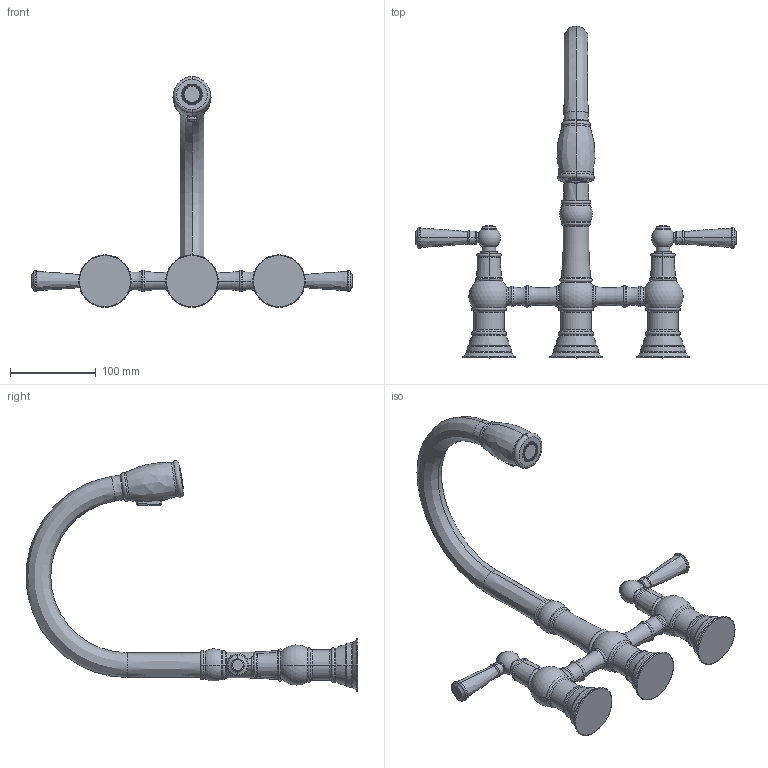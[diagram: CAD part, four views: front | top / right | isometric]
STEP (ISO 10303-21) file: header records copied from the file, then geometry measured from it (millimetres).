
FILE_DESCRIPTION((''),'2;1');
FILE_NAME('2470-5463_SW0001','2022-01-25T14:44:42',('gbazan'),(''),'CREO PARAMETRIC BY PTC INC, 2018400','CREO PARAMETRIC BY PTC INC, 2018400','');
FILE_SCHEMA(('CONFIG_CONTROL_DESIGN'));
Length unit declared in the file: inch
Products named in the file (1): 2470-5463_SW0001
Bounding box: 375.2 x 387.56 x 269.4 mm (x, y, z)
Volume: 976290.7 mm3; surface area: 136437.1 mm2
Topology: 1 solids, 1 shells, 451 faces, 950 edges, 537 vertices
Faces by surface type: torus 218, plane 73, cone 50, cylinder 47, sphere 32, bspline 31
Entity records: 14145 total; most frequent: CARTESIAN_POINT 4225, DIRECTION 2445, ORIENTED_EDGE 1860, AXIS2_PLACEMENT_3D 1168, EDGE_CURVE 930, CIRCLE 748, VERTEX_POINT 537, EDGE_LOOP 507
